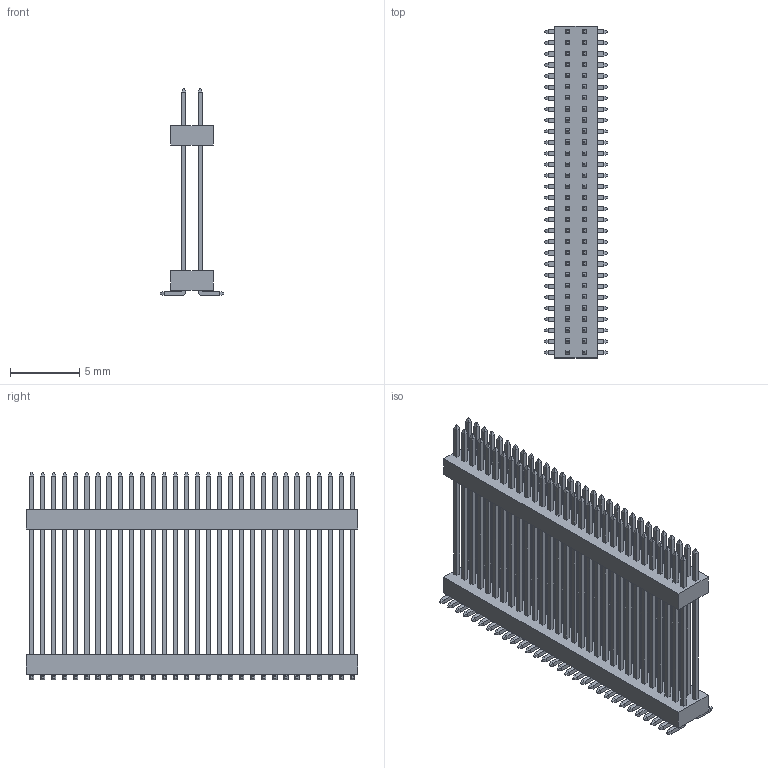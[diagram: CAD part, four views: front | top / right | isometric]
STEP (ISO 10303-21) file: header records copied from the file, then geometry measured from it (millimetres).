
FILE_DESCRIPTION(('FreeCAD Model'),'2;1');
FILE_NAME('Antelec_AM2D_DI_S_80_60_2.5-12.step','2019-05-14T14:40:02',( 'Author'),(''),'Open CASCADE STEP processor 7.3','FreeCAD','Unknown' );
FILE_SCHEMA(('AUTOMOTIVE_DESIGN { 1 0 10303 214 1 1 1 1 }'));
Products named in the file (1): Barrette_0.8
Bounding box: 4.57 x 24 x 15 mm (x, y, z)
Volume: 277.2 mm3; surface area: 1396.7 mm2
Topology: 1 solids, 1 shells, 1512 faces, 3684 edges, 2296 vertices
Faces by surface type: plane 1452, cylinder 60
Entity records: 100139 total; most frequent: CARTESIAN_POINT 16313, DIRECTION 12756, LINE 9372, VECTOR 9372, ORIENTED_EDGE 7368, PCURVE 7368, DEFINITIONAL_REPRESENTATION 7368, EDGE_CURVE 3684
